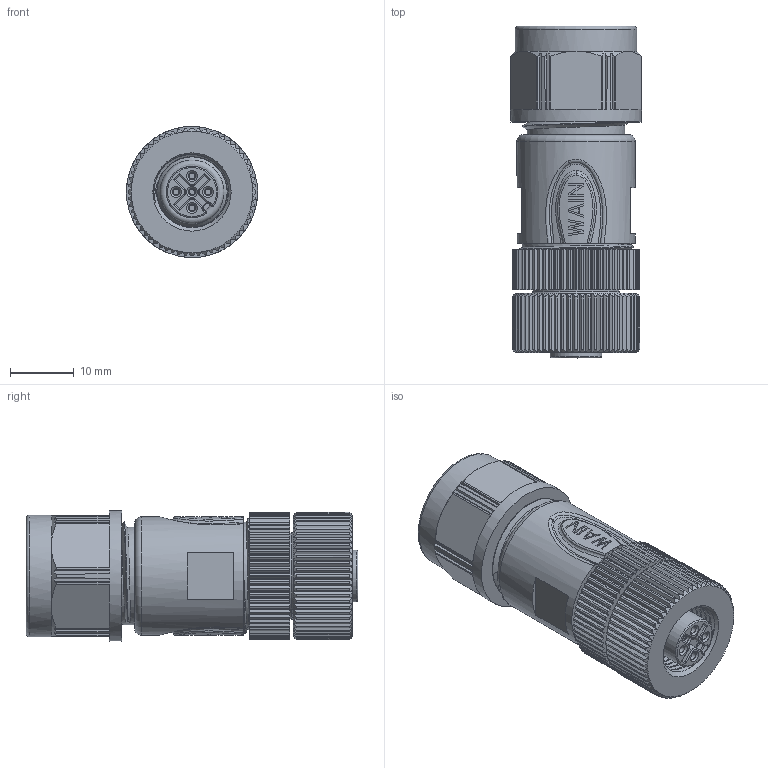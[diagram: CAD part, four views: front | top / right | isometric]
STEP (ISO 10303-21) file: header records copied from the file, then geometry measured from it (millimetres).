
FILE_DESCRIPTION(/* description */ (''),/* implementation_level */ '2;1');
FILE_NAME(/* name */ '3D_1630054213003_M12-F05A-T-D10_V1.0_stp.stp',/* time_stamp */ '2024-01-30T14:29:24+08:00',/* author */ (''),/* organization */ (''),/* preprocessor_version */ 'ST-DEVELOPER v18.1',/* originating_system */ 'SIEMENS PLM Software NX 1980',/* authorisation */ '');
FILE_SCHEMA (('AUTOMOTIVE_DESIGN { 1 0 10303 214 3 1 1 1 }'));
Length unit declared in the file: millimetre
Products named in the file (1): 3D_1630054213003_M12-F05A-T-D10_V1.0_stp
Bounding box: 20.5 x 51.9 x 20.48 mm (x, y, z)
Volume: 12.1 mm3; surface area: 6216.1 mm2
Topology: 4 solids, 5 shells, 1066 faces, 2837 edges, 1815 vertices
Faces by surface type: plane 482, cylinder 326, cone 195, torus 35, bspline 26, sphere 2
Full cylindrical faces by diameter (mm): 1.1 x5, 1.18 x2, 1.22 x3, 1.56 x4, 1.6 x1, 8.05 x1, 10.15 x1, 11 x1, 11.05 x7, 11.4 x1, 13.5 x1, 15.3 x1, 18.5 x1, 19 x1, 20.5 x1
Entity records: 40325 total; most frequent: CARTESIAN_POINT 16118, ORIENTED_EDGE 5460, DIRECTION 4402, EDGE_CURVE 2730, VERTEX_POINT 1763, AXIS2_PLACEMENT_3D 1692, EDGE_LOOP 1147, ADVANCED_FACE 1058
